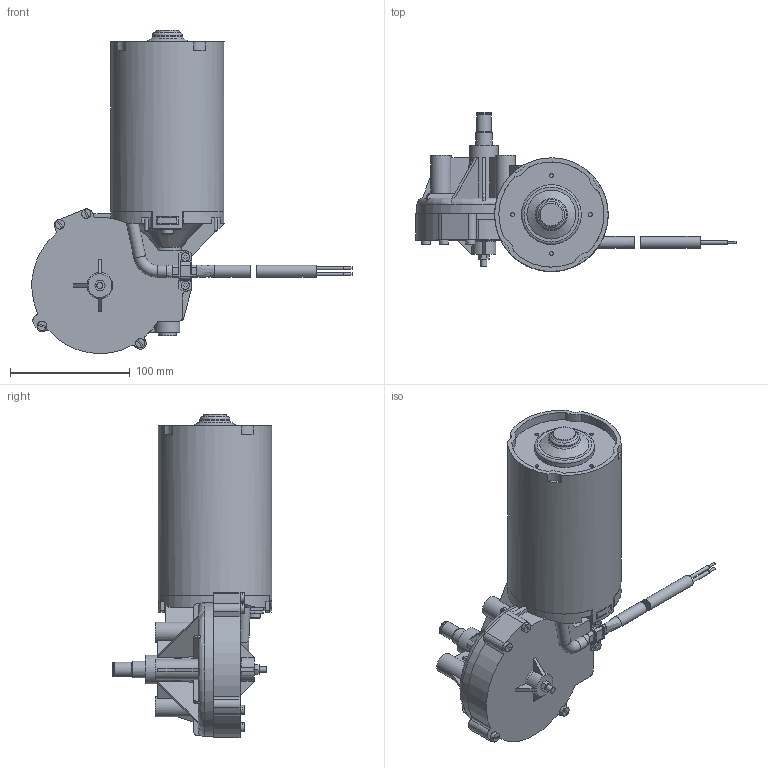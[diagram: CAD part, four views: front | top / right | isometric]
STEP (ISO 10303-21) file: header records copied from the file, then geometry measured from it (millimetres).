
FILE_DESCRIPTION(/* description */ ('Alibre Inc.'),/* implementation_level */ '2;1');
FILE_NAME(/* name */ 'export0',/* time_stamp */ '2013-05-06T17:50:52+02:00',/* author */ (''),/* organization */ (''),/* preprocessor_version */ 'ST-DEVELOPER v14',/* originating_system */ 'Alibre',/* authorisation */ '');
FILE_SCHEMA (('AUTOMOTIVE_DESIGN'));
Length unit declared in the file: centimetre
Bounding box: 267.82 x 133.26 x 270.5 mm (x, y, z)
Volume: 778878.3 mm3; surface area: 193312.5 mm2
Topology: 12 solids, 12 shells, 680 faces, 1675 edges, 1045 vertices
Faces by surface type: plane 380, cone 148, cylinder 133, torus 14, bspline 5
Full cylindrical faces by diameter (mm): 2 x2, 2.9 x2, 3 x6, 3.242 x4, 3.4 x6, 3.5 x2, 4 x2, 5 x1, 5.5 x2, 6.647 x3, 7 x2, 7.8 x4, 9.6 x2, 10 x4, 11.5 x2, 12 x2, 14 x1, 15 x1, 17 x3, 24 x1, 25 x1, 50 x1, 85 x1, 88 x2, 95 x1
Entity records: 17988 total; most frequent: CARTESIAN_POINT 4831, ORIENTED_EDGE 2740, DIRECTION 2302, EDGE_CURVE 1342, AXIS2_PLACEMENT_3D 942, VERTEX_POINT 936, FACE_BOUND 806, EDGE_LOOP 803
